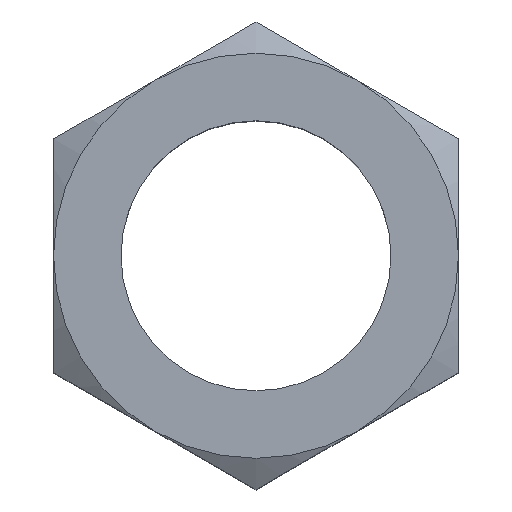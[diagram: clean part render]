
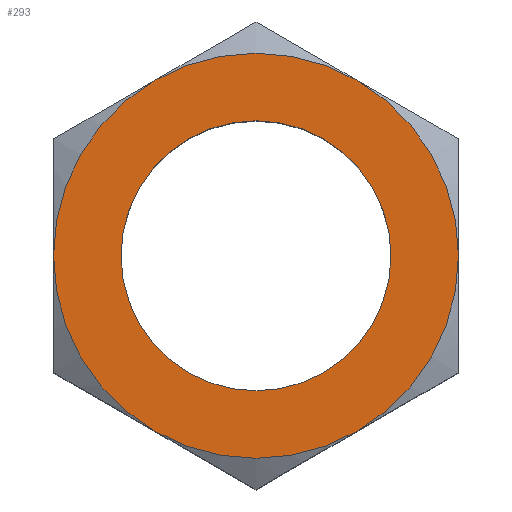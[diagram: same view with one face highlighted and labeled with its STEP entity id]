
A CAD part, top view. The second image highlights one B-rep face of the part: STEP entity #293.
In plain terms, the highlighted planar face has unit normal (0, 0, 1).
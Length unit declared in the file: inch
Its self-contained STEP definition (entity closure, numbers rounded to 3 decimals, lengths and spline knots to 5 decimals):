
#63=PLANE('',#336);
#72=FACE_BOUND('',#98,.T.);
#75=FACE_OUTER_BOUND('',#97,.T.);
#97=EDGE_LOOP('',(#205,#206,#207,#208,#209,#210));
#98=EDGE_LOOP('',(#211));
#119=CIRCLE('',#334,0.25);
#121=CIRCLE('',#337,0.375);
#122=CIRCLE('',#338,0.375);
#123=CIRCLE('',#339,0.375);
#124=CIRCLE('',#340,0.375);
#125=CIRCLE('',#341,0.375);
#126=CIRCLE('',#342,0.375);
#133=VERTEX_POINT('',#448);
#135=VERTEX_POINT('',#453);
#136=VERTEX_POINT('',#454);
#137=VERTEX_POINT('',#456);
#138=VERTEX_POINT('',#458);
#139=VERTEX_POINT('',#460);
#140=VERTEX_POINT('',#462);
#159=EDGE_CURVE('',#133,#133,#119,.T.);
#161=EDGE_CURVE('',#135,#136,#121,.T.);
#162=EDGE_CURVE('',#136,#137,#122,.T.);
#163=EDGE_CURVE('',#137,#138,#123,.T.);
#164=EDGE_CURVE('',#138,#139,#124,.T.);
#165=EDGE_CURVE('',#139,#140,#125,.T.);
#166=EDGE_CURVE('',#140,#135,#126,.T.);
#205=ORIENTED_EDGE('',*,*,#161,.T.);
#206=ORIENTED_EDGE('',*,*,#162,.T.);
#207=ORIENTED_EDGE('',*,*,#163,.T.);
#208=ORIENTED_EDGE('',*,*,#164,.T.);
#209=ORIENTED_EDGE('',*,*,#165,.T.);
#210=ORIENTED_EDGE('',*,*,#166,.T.);
#211=ORIENTED_EDGE('',*,*,#159,.F.);
#293=ADVANCED_FACE('',(#75,#72),#63,.T.);
#334=AXIS2_PLACEMENT_3D('',#449,#372,#373);
#336=AXIS2_PLACEMENT_3D('',#452,#376,#377);
#337=AXIS2_PLACEMENT_3D('',#455,#378,#379);
#338=AXIS2_PLACEMENT_3D('',#457,#380,#381);
#339=AXIS2_PLACEMENT_3D('',#459,#382,#383);
#340=AXIS2_PLACEMENT_3D('',#461,#384,#385);
#341=AXIS2_PLACEMENT_3D('',#463,#386,#387);
#342=AXIS2_PLACEMENT_3D('',#464,#388,#389);
#372=DIRECTION('center_axis',(0.,0.,1.));
#373=DIRECTION('ref_axis',(1.,0.,0.));
#376=DIRECTION('center_axis',(0.,0.,1.));
#377=DIRECTION('ref_axis',(1.,0.,0.));
#378=DIRECTION('center_axis',(0.,0.,1.));
#379=DIRECTION('ref_axis',(1.,0.,0.));
#380=DIRECTION('center_axis',(0.,0.,1.));
#381=DIRECTION('ref_axis',(1.,0.,0.));
#382=DIRECTION('center_axis',(0.,0.,1.));
#383=DIRECTION('ref_axis',(1.,0.,0.));
#384=DIRECTION('center_axis',(0.,0.,1.));
#385=DIRECTION('ref_axis',(1.,0.,0.));
#386=DIRECTION('center_axis',(0.,0.,1.));
#387=DIRECTION('ref_axis',(1.,0.,0.));
#388=DIRECTION('center_axis',(0.,0.,1.));
#389=DIRECTION('ref_axis',(1.,0.,0.));
#448=CARTESIAN_POINT('',(-0.25,0.,0.21875));
#449=CARTESIAN_POINT('Origin',(0.,0.,0.21875));
#452=CARTESIAN_POINT('Origin',(-0.375,0.21651,0.21875));
#453=CARTESIAN_POINT('',(0.1875,-0.32476,0.21875));
#454=CARTESIAN_POINT('',(0.375,0.,0.21875));
#455=CARTESIAN_POINT('Origin',(0.,0.,0.21875));
#456=CARTESIAN_POINT('',(0.1875,0.32476,0.21875));
#457=CARTESIAN_POINT('Origin',(0.,0.,0.21875));
#458=CARTESIAN_POINT('',(-0.1875,0.32476,0.21875));
#459=CARTESIAN_POINT('Origin',(0.,0.,0.21875));
#460=CARTESIAN_POINT('',(-0.375,0.,0.21875));
#461=CARTESIAN_POINT('Origin',(0.,0.,0.21875));
#462=CARTESIAN_POINT('',(-0.1875,-0.32476,0.21875));
#463=CARTESIAN_POINT('Origin',(0.,0.,0.21875));
#464=CARTESIAN_POINT('Origin',(0.,0.,0.21875));
